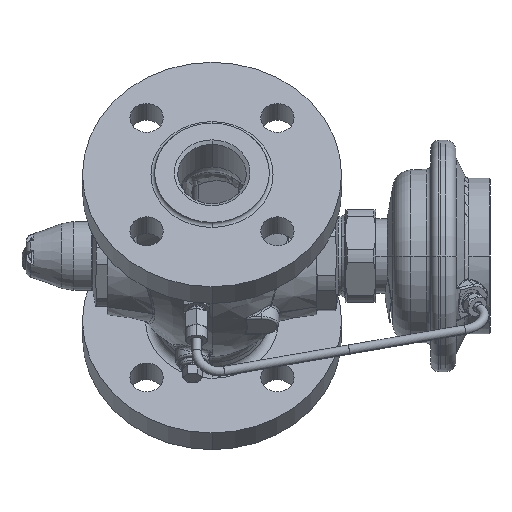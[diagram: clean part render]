
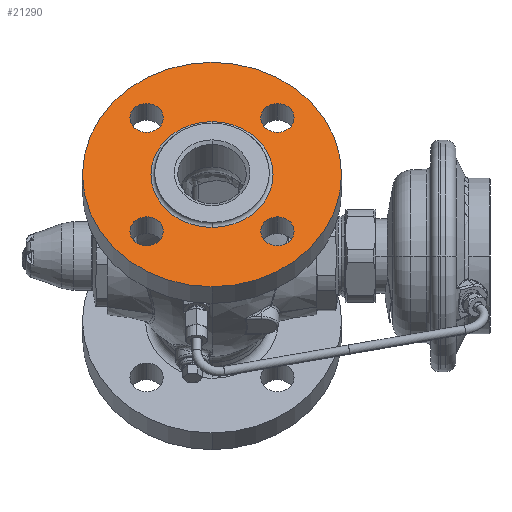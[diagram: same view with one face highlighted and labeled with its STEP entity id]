
A CAD part, front view. The second image highlights one B-rep face of the part: STEP entity #21290.
In plain terms, the highlighted face is planar.
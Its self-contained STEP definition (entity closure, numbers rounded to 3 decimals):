
#15838=CARTESIAN_POINT('',(-88.,0.,0.));
#15839=DIRECTION('',(-1.,0.,0.));
#15840=DIRECTION('',(0.,1.,0.));
#15841=AXIS2_PLACEMENT_3D('',#15838,#15839,#15840);
#15843=CARTESIAN_POINT('',(-88.,0.,0.));
#15844=DIRECTION('',(1.,0.,0.));
#15845=DIRECTION('',(0.,1.,0.));
#15846=AXIS2_PLACEMENT_3D('',#15843,#15844,#15845);
#15848=CARTESIAN_POINT('',(-88.,-35.355,35.355));
#15849=DIRECTION('',(1.,0.,0.));
#15850=DIRECTION('',(0.,1.,0.));
#15851=AXIS2_PLACEMENT_3D('',#15848,#15849,#15850);
#15853=CARTESIAN_POINT('',(-88.,-35.355,35.355));
#15854=DIRECTION('',(1.,0.,0.));
#15855=DIRECTION('',(0.,-1.,0.));
#15856=AXIS2_PLACEMENT_3D('',#15853,#15854,#15855);
#15858=CARTESIAN_POINT('',(-88.,35.355,35.355));
#15859=DIRECTION('',(1.,0.,0.));
#15860=DIRECTION('',(0.,1.,0.));
#15861=AXIS2_PLACEMENT_3D('',#15858,#15859,#15860);
#15863=CARTESIAN_POINT('',(-88.,35.355,35.355));
#15864=DIRECTION('',(1.,0.,0.));
#15865=DIRECTION('',(0.,-1.,0.));
#15866=AXIS2_PLACEMENT_3D('',#15863,#15864,#15865);
#15868=CARTESIAN_POINT('',(-88.,35.355,-35.355));
#15869=DIRECTION('',(1.,0.,0.));
#15870=DIRECTION('',(0.,1.,0.));
#15871=AXIS2_PLACEMENT_3D('',#15868,#15869,#15870);
#15873=CARTESIAN_POINT('',(-88.,35.355,-35.355));
#15874=DIRECTION('',(1.,0.,0.));
#15875=DIRECTION('',(0.,-1.,0.));
#15876=AXIS2_PLACEMENT_3D('',#15873,#15874,#15875);
#15878=CARTESIAN_POINT('',(-88.,-35.355,-35.355));
#15879=DIRECTION('',(1.,0.,0.));
#15880=DIRECTION('',(0.,1.,0.));
#15881=AXIS2_PLACEMENT_3D('',#15878,#15879,#15880);
#15883=CARTESIAN_POINT('',(-88.,-35.355,-35.355));
#15884=DIRECTION('',(1.,0.,0.));
#15885=DIRECTION('',(0.,-1.,0.));
#15886=AXIS2_PLACEMENT_3D('',#15883,#15884,#15885);
#15888=CARTESIAN_POINT('',(-88.,0.,0.));
#15889=DIRECTION('',(1.,0.,0.));
#15890=DIRECTION('',(0.,1.,0.));
#15891=AXIS2_PLACEMENT_3D('',#15888,#15889,#15890);
#15903=CARTESIAN_POINT('',(-88.,0.,0.));
#15904=DIRECTION('',(-1.,0.,0.));
#15905=DIRECTION('',(0.,1.,0.));
#15906=AXIS2_PLACEMENT_3D('',#15903,#15904,#15905);
#20514=CARTESIAN_POINT('',(-88.,70.,0.));
#20516=VERTEX_POINT('',#20514);
#20517=CARTESIAN_POINT('',(-88.,33.,0.));
#20519=VERTEX_POINT('',#20517);
#20536=CARTESIAN_POINT('',(-88.,-70.,0.));
#20538=VERTEX_POINT('',#20536);
#20539=CARTESIAN_POINT('',(-88.,-33.,0.));
#20541=VERTEX_POINT('',#20539);
#20635=CARTESIAN_POINT('',(-88.,-26.355,35.355));
#20636=CARTESIAN_POINT('',(-88.,-44.355,35.355));
#20637=VERTEX_POINT('',#20635);
#20638=VERTEX_POINT('',#20636);
#20643=CARTESIAN_POINT('',(-88.,44.355,35.355));
#20644=CARTESIAN_POINT('',(-88.,26.355,35.355));
#20645=VERTEX_POINT('',#20643);
#20646=VERTEX_POINT('',#20644);
#20651=CARTESIAN_POINT('',(-88.,44.355,-35.355));
#20652=CARTESIAN_POINT('',(-88.,26.355,-35.355));
#20653=VERTEX_POINT('',#20651);
#20654=VERTEX_POINT('',#20652);
#20659=CARTESIAN_POINT('',(-88.,-26.355,-35.355));
#20660=CARTESIAN_POINT('',(-88.,-44.355,-35.355));
#20661=VERTEX_POINT('',#20659);
#20662=VERTEX_POINT('',#20660);
#21251=CARTESIAN_POINT('',(-88.,0.,0.));
#21252=DIRECTION('',(1.,0.,0.));
#21253=DIRECTION('',(0.,-1.,0.));
#21254=AXIS2_PLACEMENT_3D('',#21251,#21252,#21253);
#21255=PLANE('',#21254);
#21256=ORIENTED_EDGE('',*,*,#21244,.F.);
#21257=ORIENTED_EDGE('',*,*,#21233,.T.);
#21258=EDGE_LOOP('',(#21256,#21257));
#21259=FACE_OUTER_BOUND('',#21258,.F.);
#21261=ORIENTED_EDGE('',*,*,#21260,.F.);
#21263=ORIENTED_EDGE('',*,*,#21262,.T.);
#21264=EDGE_LOOP('',(#21261,#21263));
#21265=FACE_BOUND('',#21264,.F.);
#21267=ORIENTED_EDGE('',*,*,#21266,.F.);
#21269=ORIENTED_EDGE('',*,*,#21268,.F.);
#21270=EDGE_LOOP('',(#21267,#21269));
#21271=FACE_BOUND('',#21270,.F.);
#21273=ORIENTED_EDGE('',*,*,#21272,.F.);
#21275=ORIENTED_EDGE('',*,*,#21274,.F.);
#21276=EDGE_LOOP('',(#21273,#21275));
#21277=FACE_BOUND('',#21276,.F.);
#21279=ORIENTED_EDGE('',*,*,#21278,.F.);
#21281=ORIENTED_EDGE('',*,*,#21280,.F.);
#21282=EDGE_LOOP('',(#21279,#21281));
#21283=FACE_BOUND('',#21282,.F.);
#21285=ORIENTED_EDGE('',*,*,#21284,.F.);
#21287=ORIENTED_EDGE('',*,*,#21286,.F.);
#21288=EDGE_LOOP('',(#21285,#21287));
#21289=FACE_BOUND('',#21288,.F.);
#21290=ADVANCED_FACE('',(#21259,#21265,#21271,#21277,#21283,#21289),#21255,.F.);
#15842=CIRCLE('',#15841,70.);
#15847=CIRCLE('',#15846,70.);
#15852=CIRCLE('',#15851,9.);
#15857=CIRCLE('',#15856,9.);
#15862=CIRCLE('',#15861,9.);
#15867=CIRCLE('',#15866,9.);
#15872=CIRCLE('',#15871,9.);
#15877=CIRCLE('',#15876,9.);
#15882=CIRCLE('',#15881,9.);
#15887=CIRCLE('',#15886,9.);
#15892=CIRCLE('',#15891,33.);
#15907=CIRCLE('',#15906,33.);
#21233=EDGE_CURVE('',#20516,#20538,#15847,.T.);
#21244=EDGE_CURVE('',#20516,#20538,#15842,.T.);
#21260=EDGE_CURVE('',#20519,#20541,#15892,.T.);
#21262=EDGE_CURVE('',#20519,#20541,#15907,.T.);
#21266=EDGE_CURVE('',#20637,#20638,#15852,.T.);
#21268=EDGE_CURVE('',#20638,#20637,#15857,.T.);
#21272=EDGE_CURVE('',#20645,#20646,#15862,.T.);
#21274=EDGE_CURVE('',#20646,#20645,#15867,.T.);
#21278=EDGE_CURVE('',#20653,#20654,#15872,.T.);
#21280=EDGE_CURVE('',#20654,#20653,#15877,.T.);
#21284=EDGE_CURVE('',#20661,#20662,#15882,.T.);
#21286=EDGE_CURVE('',#20662,#20661,#15887,.T.);
